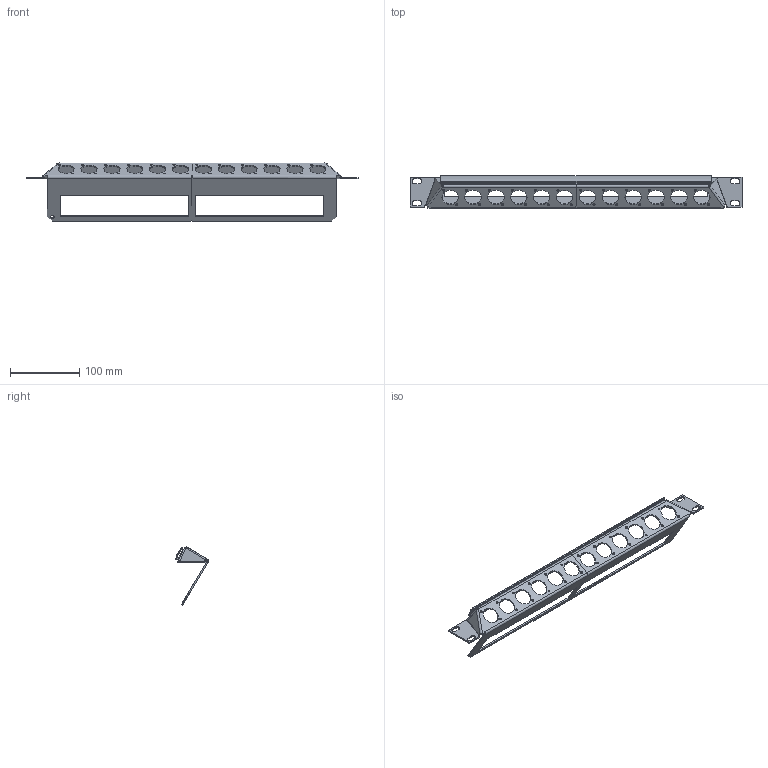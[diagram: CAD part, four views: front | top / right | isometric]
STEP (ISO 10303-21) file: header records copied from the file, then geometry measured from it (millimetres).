
FILE_DESCRIPTION((''),'2;1');
FILE_NAME('NZP1RU-12_ASM','2021-07-30T13:44:27',('phk'),(''),'CREO PARAMETRIC BY PTC INC, 2019080','CREO PARAMETRIC BY PTC INC, 2019080','');
FILE_SCHEMA(('CONFIG_CONTROL_DESIGN'));
Length unit declared in the file: millimetre
Products named in the file (6): 91419371; 91900604; 9826591900598; 91900600_390MM; 91900599_390MM; NZP1RU-12_ASM
Assembly tree (8 placements, depth 2):
  NZP1RU-12_ASM
    91419371
    91900604  x4
    9826591900598
    91900600_390MM
    91900599_390MM
Bounding box: 479 x 47.49 x 83.77 mm (x, y, z)
Volume: 95798.5 mm3; surface area: 136370.6 mm2
Topology: 8 solids, 8 shells, 280 faces, 724 edges, 456 vertices
Faces by surface type: plane 139, cylinder 122, bspline 19
Entity records: 8745 total; most frequent: CARTESIAN_POINT 1895, DIRECTION 1398, ORIENTED_EDGE 1376, EDGE_CURVE 688, AXIS2_PLACEMENT_3D 491, VERTEX_POINT 432, VECTOR 416, LINE 416
